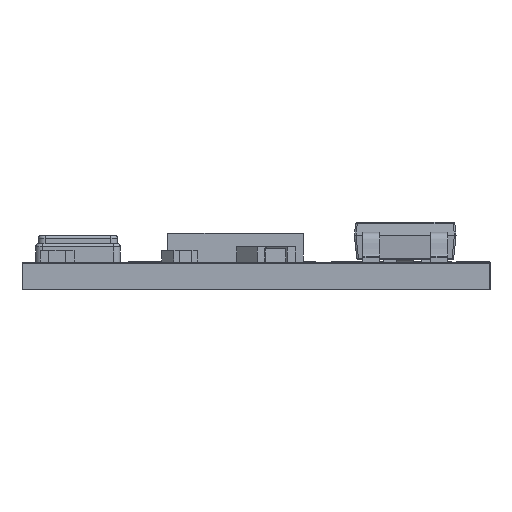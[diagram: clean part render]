
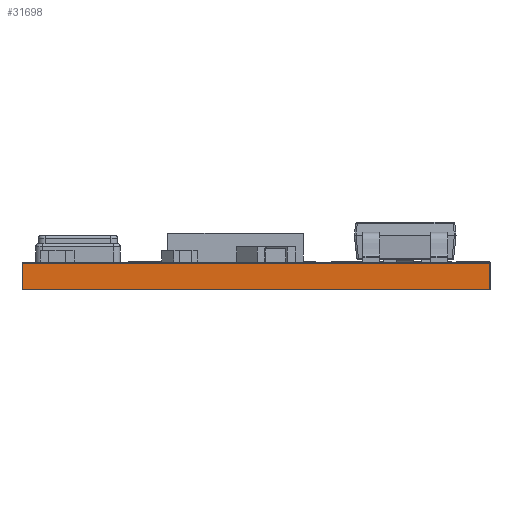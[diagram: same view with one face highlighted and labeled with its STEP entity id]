
A CAD part, left-side view. The second image highlights one B-rep face of the part: STEP entity #31698.
In plain terms, the highlighted planar face has unit normal (-1, 0, 0).
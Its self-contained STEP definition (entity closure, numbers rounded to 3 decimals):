
#650 = LINE ( 'NONE', #40022, #7681 ) ;
#3036 = DIRECTION ( 'NONE',  ( 0., 0., -1. ) ) ;
#4086 = CARTESIAN_POINT ( 'NONE',  ( -9., 13.8, 0.8 ) ) ;
#4368 = AXIS2_PLACEMENT_3D ( 'NONE', #4086, #34226, #25305 ) ;
#6034 = VERTEX_POINT ( 'NONE', #23877 ) ;
#7681 = VECTOR ( 'NONE', #3036, 1000. ) ;
#7914 = CARTESIAN_POINT ( 'NONE',  ( -9., 0., 0.775 ) ) ;
#8910 = EDGE_CURVE ( 'NONE', #20360, #15352, #650, .T. ) ;
#9488 = CARTESIAN_POINT ( 'NONE',  ( -9., 13.8, 0.8 ) ) ;
#11457 = CARTESIAN_POINT ( 'NONE',  ( -9., 13.8, 0. ) ) ;
#15352 = VERTEX_POINT ( 'NONE', #29726 ) ;
#15750 = EDGE_LOOP ( 'NONE', ( #20992, #30697, #21536, #28019 ) ) ;
#16652 = CARTESIAN_POINT ( 'NONE',  ( -9., 13.8, 0. ) ) ;
#18996 = LINE ( 'NONE', #9488, #34333 ) ;
#19361 = CARTESIAN_POINT ( 'NONE',  ( -9., 13.8, 0.775 ) ) ;
#20360 = VERTEX_POINT ( 'NONE', #7914 ) ;
#20992 = ORIENTED_EDGE ( 'NONE', *, *, #38948, .F. ) ;
#21536 = ORIENTED_EDGE ( 'NONE', *, *, #22086, .T. ) ;
#22086 = EDGE_CURVE ( 'NONE', #36114, #15352, #24180, .T. ) ;
#23877 = CARTESIAN_POINT ( 'NONE',  ( -9., 13.8, 0.775 ) ) ;
#24180 = LINE ( 'NONE', #11457, #38989 ) ;
#24705 = PLANE ( 'NONE',  #4368 ) ;
#24856 = VECTOR ( 'NONE', #28197, 1000. ) ;
#25305 = DIRECTION ( 'NONE',  ( 0., 1., 0. ) ) ;
#26995 = DIRECTION ( 'NONE',  ( 0., -1., 0. ) ) ;
#27376 = EDGE_CURVE ( 'NONE', #6034, #36114, #18996, .T. ) ;
#27648 = DIRECTION ( 'NONE',  ( 0., 0., -1. ) ) ;
#28019 = ORIENTED_EDGE ( 'NONE', *, *, #8910, .F. ) ;
#28197 = DIRECTION ( 'NONE',  ( 0., -1., 0. ) ) ;
#28598 = LINE ( 'NONE', #19361, #24856 ) ;
#29726 = CARTESIAN_POINT ( 'NONE',  ( -9., 0., 0. ) ) ;
#30697 = ORIENTED_EDGE ( 'NONE', *, *, #27376, .T. ) ;
#31698 = ADVANCED_FACE ( 'NONE', ( #33020 ), #24705, .F. ) ;
#33020 = FACE_OUTER_BOUND ( 'NONE', #15750, .T. ) ;
#34226 = DIRECTION ( 'NONE',  ( 1., 0., 0. ) ) ;
#34333 = VECTOR ( 'NONE', #27648, 1000. ) ;
#36114 = VERTEX_POINT ( 'NONE', #16652 ) ;
#38948 = EDGE_CURVE ( 'NONE', #6034, #20360, #28598, .T. ) ;
#38989 = VECTOR ( 'NONE', #26995, 1000. ) ;
#40022 = CARTESIAN_POINT ( 'NONE',  ( -9., 0., 0.8 ) ) ;
